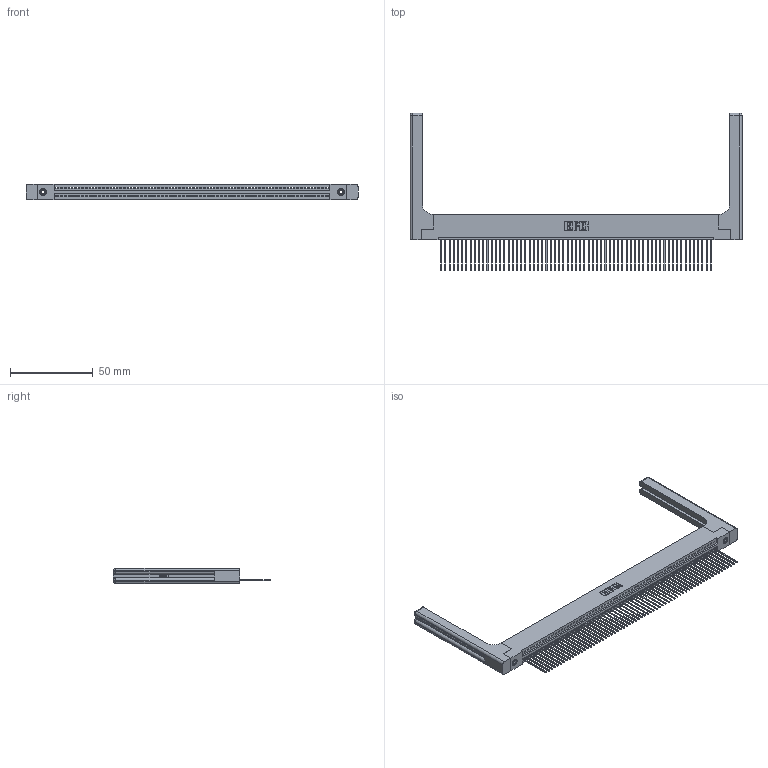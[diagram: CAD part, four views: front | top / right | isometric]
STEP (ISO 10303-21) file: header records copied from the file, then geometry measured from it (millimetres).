
FILE_DESCRIPTION (( 'STEP AP203' ), '1' );
FILE_NAME ('395-065-541-158.STEP', '2019-10-25T05:34:23', ( '' ), ( '' ), 'SwSTEP 2.0', 'SolidWorks 2016', '' );
FILE_SCHEMA (( 'CONFIG_CONTROL_DESIGN' ));
Length unit declared in the file: inch
Products named in the file (5): 345-292-001_345-293-141; 345 Part_Flush Mounting Lugs - 0.156 Dia-TH; 395-065-541-158; 345-220-058_345-220-058; 345-250-001_345-250-001-102
Assembly tree (70 placements, depth 2):
  395-065-541-158
    345 Part_Flush Mounting Lugs - 0.156 Dia-TH
    345-292-001_345-293-141  x65
    345-250-001_345-250-001-102  x2
    345-220-058_345-220-058  x2
Bounding box: 200.13 x 94.92 x 9.4 mm (x, y, z)
Volume: 27916.1 mm3; surface area: 32675.8 mm2
Topology: 70 solids, 70 shells, 4152 faces, 12447 edges, 8190 vertices
Faces by surface type: plane 2828, cylinder 1264, bspline 36, cone 12, sphere 8, torus 4
Entity records: 51024 total; most frequent: CARTESIAN_POINT 9808, ORIENTED_EDGE 8604, DIRECTION 7480, EDGE_CURVE 4302, VECTOR 3818, LINE 3818, VERTEX_POINT 2858, AXIS2_PLACEMENT_3D 1831
